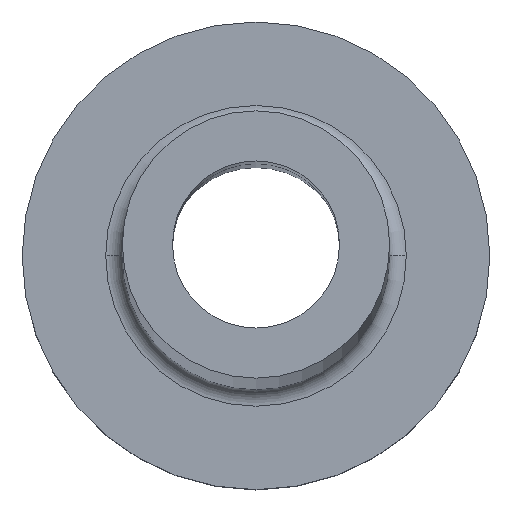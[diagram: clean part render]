
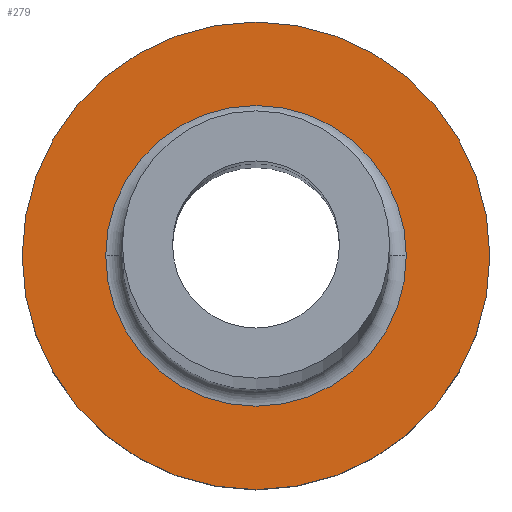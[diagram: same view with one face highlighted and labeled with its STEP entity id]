
A CAD part, top view. The second image highlights one B-rep face of the part: STEP entity #279.
In plain terms, the highlighted planar face has unit normal (0, 0, 1).
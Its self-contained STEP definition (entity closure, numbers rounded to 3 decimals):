
#3 = AXIS2_PLACEMENT_3D ( 'NONE', #78, #307, #124 ) ;
#33 = ORIENTED_EDGE ( 'NONE', *, *, #370, .T. ) ;
#40 = CARTESIAN_POINT ( 'NONE',  ( 7., 0., 5. ) ) ;
#43 = VERTEX_POINT ( 'NONE', #40 ) ;
#54 = DIRECTION ( 'NONE',  ( 1., 0., 0. ) ) ;
#78 = CARTESIAN_POINT ( 'NONE',  ( 0., 0., 5. ) ) ;
#80 = DIRECTION ( 'NONE',  ( 0., 0., 1. ) ) ;
#84 = DIRECTION ( 'NONE',  ( 0., 0., -1. ) ) ;
#124 = DIRECTION ( 'NONE',  ( 1., 0., 0. ) ) ;
#133 = VERTEX_POINT ( 'NONE', #282 ) ;
#150 = ORIENTED_EDGE ( 'NONE', *, *, #348, .T. ) ;
#154 = AXIS2_PLACEMENT_3D ( 'NONE', #243, #84, #54 ) ;
#157 = ORIENTED_EDGE ( 'NONE', *, *, #250, .T. ) ;
#160 = FACE_OUTER_BOUND ( 'NONE', #451, .T. ) ;
#162 = CIRCLE ( 'NONE', #257, 7. ) ;
#191 = DIRECTION ( 'NONE',  ( 1., 0., 0. ) ) ;
#195 = FACE_BOUND ( 'NONE', #374, .T. ) ;
#212 = CIRCLE ( 'NONE', #3, 4.5 ) ;
#233 = DIRECTION ( 'NONE',  ( 1., 0., 0. ) ) ;
#243 = CARTESIAN_POINT ( 'NONE',  ( 0., 0., 5. ) ) ;
#246 = EDGE_CURVE ( 'NONE', #133, #277, #212, .T. ) ;
#250 = EDGE_CURVE ( 'NONE', #367, #43, #437, .T. ) ;
#257 = AXIS2_PLACEMENT_3D ( 'NONE', #276, #342, #345 ) ;
#276 = CARTESIAN_POINT ( 'NONE',  ( 0., 0., 5. ) ) ;
#277 = VERTEX_POINT ( 'NONE', #445 ) ;
#279 = ADVANCED_FACE ( 'NONE', ( #195, #160 ), #334, .T. ) ;
#282 = CARTESIAN_POINT ( 'NONE',  ( 4.5, 0., 5. ) ) ;
#287 = AXIS2_PLACEMENT_3D ( 'NONE', #402, #80, #233 ) ;
#297 = ORIENTED_EDGE ( 'NONE', *, *, #246, .T. ) ;
#298 = CARTESIAN_POINT ( 'NONE',  ( 0., 0., 5. ) ) ;
#307 = DIRECTION ( 'NONE',  ( 0., 0., -1. ) ) ;
#314 = CARTESIAN_POINT ( 'NONE',  ( -7., 0., 5. ) ) ;
#320 = CIRCLE ( 'NONE', #154, 4.5 ) ;
#334 = PLANE ( 'NONE',  #287 ) ;
#336 = DIRECTION ( 'NONE',  ( 0., 0., 1. ) ) ;
#342 = DIRECTION ( 'NONE',  ( 0., 0., 1. ) ) ;
#345 = DIRECTION ( 'NONE',  ( 1., 0., 0. ) ) ;
#348 = EDGE_CURVE ( 'NONE', #43, #367, #162, .T. ) ;
#361 = AXIS2_PLACEMENT_3D ( 'NONE', #298, #336, #191 ) ;
#367 = VERTEX_POINT ( 'NONE', #314 ) ;
#370 = EDGE_CURVE ( 'NONE', #277, #133, #320, .T. ) ;
#374 = EDGE_LOOP ( 'NONE', ( #297, #33 ) ) ;
#402 = CARTESIAN_POINT ( 'NONE',  ( 0., 0., 5. ) ) ;
#437 = CIRCLE ( 'NONE', #361, 7. ) ;
#445 = CARTESIAN_POINT ( 'NONE',  ( -4.5, 0., 5. ) ) ;
#451 = EDGE_LOOP ( 'NONE', ( #157, #150 ) ) ;
